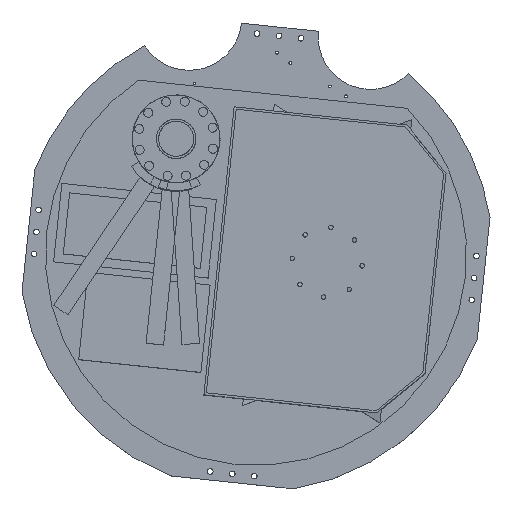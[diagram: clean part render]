
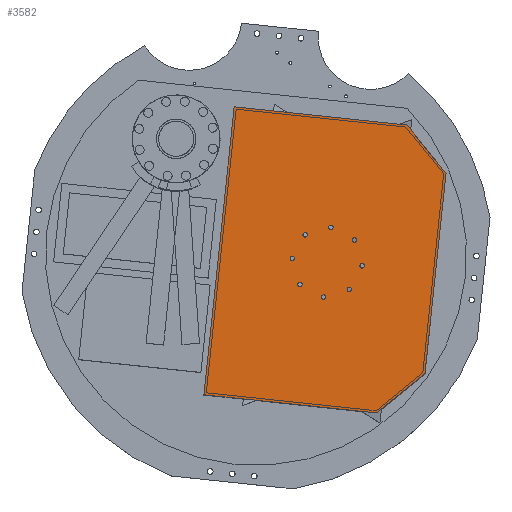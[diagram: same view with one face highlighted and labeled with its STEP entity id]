
A CAD part, top view. The second image highlights one B-rep face of the part: STEP entity #3582.
In plain terms, the highlighted face is planar.
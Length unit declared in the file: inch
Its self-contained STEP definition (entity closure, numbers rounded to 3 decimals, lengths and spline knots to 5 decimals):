
#1001=FACE_BOUND('',#5659,.T.);
#1002=FACE_BOUND('',#5660,.T.);
#1003=FACE_BOUND('',#5661,.T.);
#1004=FACE_BOUND('',#5662,.T.);
#1005=FACE_BOUND('',#5663,.T.);
#1006=FACE_BOUND('',#5664,.T.);
#1007=FACE_BOUND('',#5665,.T.);
#1008=FACE_BOUND('',#5666,.T.);
#1009=FACE_BOUND('',#5667,.T.);
#2103=CIRCLE('',#16615,0.0625);
#2104=CIRCLE('',#16616,0.0625);
#2105=CIRCLE('',#16617,0.0625);
#2106=CIRCLE('',#16618,0.0625);
#2107=CIRCLE('',#16619,0.0625);
#2108=CIRCLE('',#16620,0.0625);
#2109=CIRCLE('',#16621,0.0625);
#2110=CIRCLE('',#16622,0.0625);
#3582=ADVANCED_FACE('',(#1001,#1002,#1003,#1004,#1005,#1006,#1007,#1008,
#1009),#4490,.F.);
#4490=PLANE('',#16623);
#5659=EDGE_LOOP('',(#7280));
#5660=EDGE_LOOP('',(#7281));
#5661=EDGE_LOOP('',(#7282));
#5662=EDGE_LOOP('',(#7283));
#5663=EDGE_LOOP('',(#7284));
#5664=EDGE_LOOP('',(#7285));
#5665=EDGE_LOOP('',(#7286));
#5666=EDGE_LOOP('',(#7287));
#5667=EDGE_LOOP('',(#7288,#7289,#7290,#7291,#7292,#7293));
#7280=ORIENTED_EDGE('',*,*,#12711,.F.);
#7281=ORIENTED_EDGE('',*,*,#12712,.F.);
#7282=ORIENTED_EDGE('',*,*,#12713,.F.);
#7283=ORIENTED_EDGE('',*,*,#12714,.F.);
#7284=ORIENTED_EDGE('',*,*,#12715,.F.);
#7285=ORIENTED_EDGE('',*,*,#12716,.F.);
#7286=ORIENTED_EDGE('',*,*,#12717,.F.);
#7287=ORIENTED_EDGE('',*,*,#12718,.F.);
#7288=ORIENTED_EDGE('',*,*,#12719,.F.);
#7289=ORIENTED_EDGE('',*,*,#12720,.F.);
#7290=ORIENTED_EDGE('',*,*,#12721,.F.);
#7291=ORIENTED_EDGE('',*,*,#12722,.F.);
#7292=ORIENTED_EDGE('',*,*,#12723,.F.);
#7293=ORIENTED_EDGE('',*,*,#12724,.F.);
#11244=VERTEX_POINT('',#23576);
#11245=VERTEX_POINT('',#23578);
#11246=VERTEX_POINT('',#23580);
#11247=VERTEX_POINT('',#23582);
#11248=VERTEX_POINT('',#23584);
#11249=VERTEX_POINT('',#23586);
#11250=VERTEX_POINT('',#23588);
#11251=VERTEX_POINT('',#23590);
#11252=VERTEX_POINT('',#23592);
#11253=VERTEX_POINT('',#23593);
#11254=VERTEX_POINT('',#23595);
#11255=VERTEX_POINT('',#23597);
#11256=VERTEX_POINT('',#23599);
#11257=VERTEX_POINT('',#23601);
#12711=EDGE_CURVE('',#11244,#11244,#2103,.T.);
#12712=EDGE_CURVE('',#11245,#11245,#2104,.T.);
#12713=EDGE_CURVE('',#11246,#11246,#2105,.T.);
#12714=EDGE_CURVE('',#11247,#11247,#2106,.T.);
#12715=EDGE_CURVE('',#11248,#11248,#2107,.T.);
#12716=EDGE_CURVE('',#11249,#11249,#2108,.T.);
#12717=EDGE_CURVE('',#11250,#11250,#2109,.T.);
#12718=EDGE_CURVE('',#11251,#11251,#2110,.T.);
#12719=EDGE_CURVE('',#11252,#11253,#14733,.T.);
#12720=EDGE_CURVE('',#11254,#11252,#14734,.T.);
#12721=EDGE_CURVE('',#11255,#11254,#14735,.T.);
#12722=EDGE_CURVE('',#11256,#11255,#14736,.T.);
#12723=EDGE_CURVE('',#11257,#11256,#14737,.T.);
#12724=EDGE_CURVE('',#11253,#11257,#14738,.T.);
#14733=LINE('',#23591,#15672);
#14734=LINE('',#23594,#15673);
#14735=LINE('',#23596,#15674);
#14736=LINE('',#23598,#15675);
#14737=LINE('',#23600,#15676);
#14738=LINE('',#23602,#15677);
#15672=VECTOR('',#18771,1.);
#15673=VECTOR('',#18772,1.);
#15674=VECTOR('',#18773,1.);
#15675=VECTOR('',#18774,1.);
#15676=VECTOR('',#18775,1.);
#15677=VECTOR('',#18776,1.);
#16615=AXIS2_PLACEMENT_3D('',#23575,#18755,#18756);
#16616=AXIS2_PLACEMENT_3D('',#23577,#18757,#18758);
#16617=AXIS2_PLACEMENT_3D('',#23579,#18759,#18760);
#16618=AXIS2_PLACEMENT_3D('',#23581,#18761,#18762);
#16619=AXIS2_PLACEMENT_3D('',#23583,#18763,#18764);
#16620=AXIS2_PLACEMENT_3D('',#23585,#18765,#18766);
#16621=AXIS2_PLACEMENT_3D('',#23587,#18767,#18768);
#16622=AXIS2_PLACEMENT_3D('',#23589,#18769,#18770);
#16623=AXIS2_PLACEMENT_3D('',#23603,#18777,#18778);
#18755=DIRECTION('',(-1.,0.,0.));
#18756=DIRECTION('',(0.,0.707,-0.707));
#18757=DIRECTION('',(-1.,0.,0.));
#18758=DIRECTION('',(0.,0.707,-0.707));
#18759=DIRECTION('',(-1.,0.,0.));
#18760=DIRECTION('',(0.,0.707,-0.707));
#18761=DIRECTION('',(-1.,0.,0.));
#18762=DIRECTION('',(0.,0.707,-0.707));
#18763=DIRECTION('',(-1.,0.,0.));
#18764=DIRECTION('',(0.,0.707,-0.707));
#18765=DIRECTION('',(-1.,0.,0.));
#18766=DIRECTION('',(0.,0.707,-0.707));
#18767=DIRECTION('',(-1.,0.,0.));
#18768=DIRECTION('',(0.,0.707,-0.707));
#18769=DIRECTION('',(-1.,0.,0.));
#18770=DIRECTION('',(0.,0.707,-0.707));
#18771=DIRECTION('',(0.,0.707,-0.707));
#18772=DIRECTION('',(0.,0.,-1.));
#18773=DIRECTION('',(0.,-1.,0.));
#18774=DIRECTION('',(0.,0.,1.));
#18775=DIRECTION('',(0.,0.707,0.707));
#18776=DIRECTION('',(0.,1.,0.));
#18777=DIRECTION('',(1.,0.,0.));
#18778=DIRECTION('',(0.,0.,1.));
#23575=CARTESIAN_POINT('',(0.,0.,1.));
#23576=CARTESIAN_POINT('',(0.,0.04419,0.95581));
#23577=CARTESIAN_POINT('',(0.,-0.70711,0.70711));
#23578=CARTESIAN_POINT('',(0.,-0.66291,0.66291));
#23579=CARTESIAN_POINT('',(0.,-1.,0.));
#23580=CARTESIAN_POINT('',(0.,-0.95581,-0.04419));
#23581=CARTESIAN_POINT('',(0.,-0.70711,-0.70711));
#23582=CARTESIAN_POINT('',(0.,-0.66291,-0.7513));
#23583=CARTESIAN_POINT('',(0.,0.,-1.));
#23584=CARTESIAN_POINT('',(0.,0.04419,-1.04419));
#23585=CARTESIAN_POINT('',(0.,0.70711,-0.70711));
#23586=CARTESIAN_POINT('',(0.,0.7513,-0.7513));
#23587=CARTESIAN_POINT('',(0.,1.,0.));
#23588=CARTESIAN_POINT('',(0.,1.04419,-0.04419));
#23589=CARTESIAN_POINT('',(0.,0.70711,0.70711));
#23590=CARTESIAN_POINT('',(0.,0.7513,0.66291));
#23591=CARTESIAN_POINT('',(0.,-4.125,-1.85));
#23592=CARTESIAN_POINT('',(0.,-4.125,-1.85));
#23593=CARTESIAN_POINT('',(0.,-2.875,-3.1));
#23594=CARTESIAN_POINT('',(0.,-4.125,3.1));
#23595=CARTESIAN_POINT('',(0.,-4.125,3.1));
#23596=CARTESIAN_POINT('',(0.,4.125,3.1));
#23597=CARTESIAN_POINT('',(0.,4.125,3.1));
#23598=CARTESIAN_POINT('',(0.,4.125,-3.1));
#23599=CARTESIAN_POINT('',(0.,4.125,-1.85));
#23600=CARTESIAN_POINT('',(0.,2.875,-3.1));
#23601=CARTESIAN_POINT('',(0.,2.875,-3.1));
#23602=CARTESIAN_POINT('',(0.,-4.125,-3.1));
#23603=CARTESIAN_POINT('',(0.,0.,0.));
